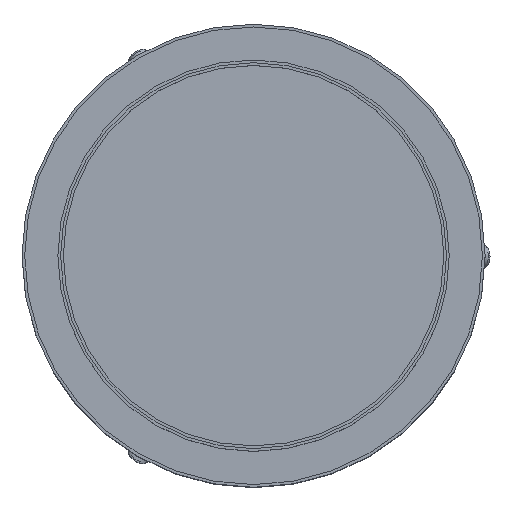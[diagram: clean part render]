
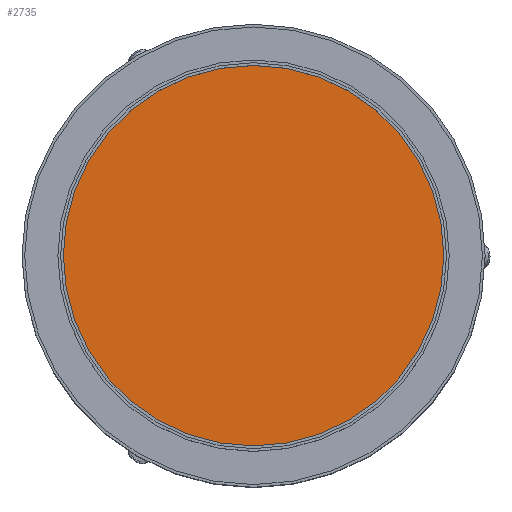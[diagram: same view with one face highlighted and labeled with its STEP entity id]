
A CAD part, top view. The second image highlights one B-rep face of the part: STEP entity #2735.
In plain terms, the highlighted planar face has unit normal (0, 0, 1).
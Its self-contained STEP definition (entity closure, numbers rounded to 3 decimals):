
#373=FACE_OUTER_BOUND('',#578,.T.);
#578=EDGE_LOOP('',(#2436));
#699=CIRCLE('',#3042,350.);
#1338=VERTEX_POINT('',#5258);
#1711=EDGE_CURVE('',#1338,#1338,#699,.T.);
#2436=ORIENTED_EDGE('',*,*,#1711,.T.);
#2588=PLANE('',#3041);
#2735=ADVANCED_FACE('',(#373),#2588,.T.);
#3041=AXIS2_PLACEMENT_3D('',#5257,#3779,#3780);
#3042=AXIS2_PLACEMENT_3D('',#5259,#3781,#3782);
#3779=DIRECTION('center_axis',(0.,0.,1.));
#3780=DIRECTION('ref_axis',(1.,0.,0.));
#3781=DIRECTION('center_axis',(0.,0.,1.));
#3782=DIRECTION('ref_axis',(-1.,0.,0.));
#5257=CARTESIAN_POINT('Origin',(0.,0.,1056.));
#5258=CARTESIAN_POINT('',(350.,0.,1056.));
#5259=CARTESIAN_POINT('Origin',(0.,0.,1056.));
